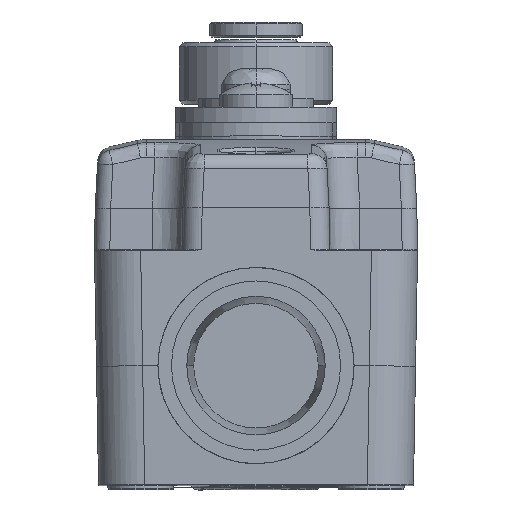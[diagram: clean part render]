
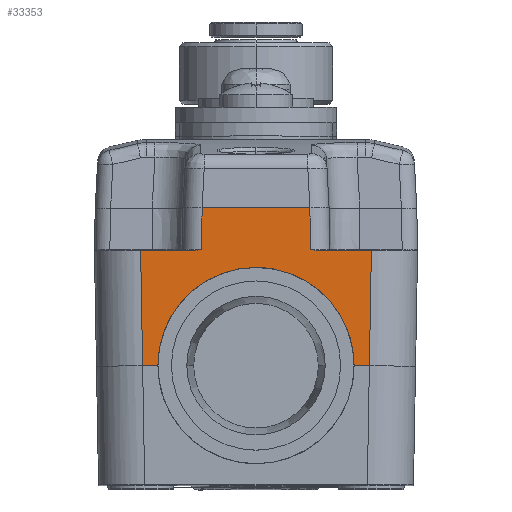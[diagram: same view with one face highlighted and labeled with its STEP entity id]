
A CAD part, top view. The second image highlights one B-rep face of the part: STEP entity #33353.
In plain terms, the highlighted planar face has unit normal (0, 0.013, 1).
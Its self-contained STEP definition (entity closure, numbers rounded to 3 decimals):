
#4303=CARTESIAN_POINT('',(14.998,30.5,44.073));
#4317=DIRECTION('',(-1.,0.,0.));
#4318=VECTOR('',#4317,7.194);
#4319=CARTESIAN_POINT('',(14.998,30.5,44.073));
#4320=LINE('',#4319,#4318);
#4345=DIRECTION('',(-1.,0.,0.));
#4346=VECTOR('',#4345,7.194);
#4347=CARTESIAN_POINT('',(-7.804,30.5,44.073));
#4348=LINE('',#4347,#4346);
#4361=CARTESIAN_POINT('',(-14.998,30.5,44.073));
#15815=DIRECTION('',(-0.017,-1.,0.013));
#15816=VECTOR('',#15815,5.403);
#15817=CARTESIAN_POINT('',(-7.,36.,44.));
#15818=LINE('',#15817,#15816);
#15819=DIRECTION('',(1.,0.,0.));
#15820=VECTOR('',#15819,14.);
#15821=CARTESIAN_POINT('',(-7.,36.,44.));
#15822=LINE('',#15821,#15820);
#15823=DIRECTION('',(0.017,-1.,0.013));
#15824=VECTOR('',#15823,5.403);
#15825=CARTESIAN_POINT('',(7.,36.,44.));
#15826=LINE('',#15825,#15824);
#15827=DIRECTION('',(0.017,1.,-0.013));
#15828=VECTOR('',#15827,15.004);
#15829=CARTESIAN_POINT('',(14.737,15.5,44.271));
#15830=LINE('',#15829,#15828);
#15831=DIRECTION('',(-1.,0.,0.));
#15832=VECTOR('',#15831,1.987);
#15833=CARTESIAN_POINT('',(14.737,15.5,44.271));
#15834=LINE('',#15833,#15832);
#15835=CARTESIAN_POINT('',(12.75,15.5,44.271));
#15836=CARTESIAN_POINT('',(12.75,16.251,44.261));
#15837=CARTESIAN_POINT('',(12.617,17.81,44.24));
#15838=CARTESIAN_POINT('',(11.94,20.207,44.208));
#15839=CARTESIAN_POINT('',(10.752,22.518,44.178));
#15840=CARTESIAN_POINT('',(9.081,24.581,44.151));
#15841=CARTESIAN_POINT('',(7.018,26.252,44.129));
#15842=CARTESIAN_POINT('',(5.093,27.242,44.116));
#15843=CARTESIAN_POINT('',(3.509,27.779,44.109));
#15844=CARTESIAN_POINT('',(2.318,28.057,44.105));
#15845=CARTESIAN_POINT('',(1.337,28.19,44.103));
#15846=CARTESIAN_POINT('',(0.566,28.242,
44.102));
#15847=CARTESIAN_POINT('',(0.,28.254,44.102));
#15848=CARTESIAN_POINT('',(-0.566,28.242,
44.102));
#15849=CARTESIAN_POINT('',(-1.337,28.19,
44.103));
#15850=CARTESIAN_POINT('',(-2.318,28.057,
44.105));
#15851=CARTESIAN_POINT('',(-3.509,27.779,
44.109));
#15852=CARTESIAN_POINT('',(-5.093,27.242,
44.116));
#15853=CARTESIAN_POINT('',(-7.018,26.252,
44.129));
#15854=CARTESIAN_POINT('',(-9.081,24.581,
44.151));
#15855=CARTESIAN_POINT('',(-10.752,22.518,
44.178));
#15856=CARTESIAN_POINT('',(-11.94,20.207,
44.208));
#15857=CARTESIAN_POINT('',(-12.617,17.81,
44.24));
#15858=CARTESIAN_POINT('',(-12.75,16.251,
44.261));
#15859=CARTESIAN_POINT('',(-12.75,15.5,
44.271));
#15861=DIRECTION('',(-1.,0.,0.));
#15862=VECTOR('',#15861,1.987);
#15863=CARTESIAN_POINT('',(-12.75,15.5,
44.271));
#15864=LINE('',#15863,#15862);
#15865=DIRECTION('',(0.017,-1.,0.013));
#15866=VECTOR('',#15865,15.004);
#15867=CARTESIAN_POINT('',(-14.998,30.5,44.073));
#15868=LINE('',#15867,#15866);
#15889=CARTESIAN_POINT('',(-7.,36.,44.));
#15903=CARTESIAN_POINT('',(7.,36.,44.));
#15913=CARTESIAN_POINT('',(-14.737,15.5,
44.271));
#15939=CARTESIAN_POINT('',(-7.094,30.599,
44.071));
#15940=CARTESIAN_POINT('',(-7.16,30.586,
44.071));
#15941=CARTESIAN_POINT('',(-7.288,30.56,
44.072));
#15942=CARTESIAN_POINT('',(-7.47,30.528,
44.072));
#15943=CARTESIAN_POINT('',(-7.643,30.506,
44.073));
#15944=CARTESIAN_POINT('',(-7.751,30.5,
44.073));
#15945=CARTESIAN_POINT('',(-7.804,30.5,
44.073));
#15947=CARTESIAN_POINT('',(7.804,30.5,44.073));
#15948=CARTESIAN_POINT('',(7.752,30.5,44.073));
#15949=CARTESIAN_POINT('',(7.644,30.506,44.073));
#15950=CARTESIAN_POINT('',(7.472,30.528,44.072));
#15951=CARTESIAN_POINT('',(7.29,30.56,44.072));
#15952=CARTESIAN_POINT('',(7.161,30.585,44.071));
#15953=CARTESIAN_POINT('',(7.094,30.599,44.071));
#15960=VERTEX_POINT('',#15913);
#16258=CARTESIAN_POINT('',(12.75,15.5,44.271));
#16259=VERTEX_POINT('',#16258);
#16260=CARTESIAN_POINT('',(-12.75,15.5,
44.271));
#16261=VERTEX_POINT('',#16260);
#18819=VERTEX_POINT('',#15947);
#18820=VERTEX_POINT('',#15953);
#18821=VERTEX_POINT('',#15939);
#18822=VERTEX_POINT('',#15945);
#19057=VERTEX_POINT('',#15889);
#19058=VERTEX_POINT('',#15903);
#19061=VERTEX_POINT('',#4361);
#19064=VERTEX_POINT('',#4303);
#19068=CARTESIAN_POINT('',(14.737,15.5,44.271));
#19069=VERTEX_POINT('',#19068);
#33326=CARTESIAN_POINT('',(-23.2,36.,44.));
#33327=DIRECTION('',(0.,0.013,1.));
#33328=DIRECTION('',(1.,0.,0.));
#33329=AXIS2_PLACEMENT_3D('',#33326,#33327,#33328);
#33330=PLANE('',#33329);
#33331=ORIENTED_EDGE('',*,*,#20829,.F.);
#33333=ORIENTED_EDGE('',*,*,#33332,.F.);
#33335=ORIENTED_EDGE('',*,*,#33334,.F.);
#33337=ORIENTED_EDGE('',*,*,#33336,.T.);
#33339=ORIENTED_EDGE('',*,*,#33338,.T.);
#33341=ORIENTED_EDGE('',*,*,#33340,.F.);
#33342=ORIENTED_EDGE('',*,*,#20803,.F.);
#33344=ORIENTED_EDGE('',*,*,#33343,.F.);
#33345=ORIENTED_EDGE('',*,*,#33314,.T.);
#33347=ORIENTED_EDGE('',*,*,#33346,.T.);
#33348=ORIENTED_EDGE('',*,*,#33321,.T.);
#33350=ORIENTED_EDGE('',*,*,#33349,.F.);
#33351=EDGE_LOOP('',(#33331,#33333,#33335,#33337,#33339,#33341,#33342,#33344,
#33345,#33347,#33348,#33350));
#33352=FACE_OUTER_BOUND('',#33351,.F.);
#15860=B_SPLINE_CURVE_WITH_KNOTS('',3,(#15835,#15836,#15837,#15838,#15839,
#15840,#15841,#15842,#15843,#15844,#15845,#15846,#15847,#15848,#15849,#15850,
#15851,#15852,#15853,#15854,#15855,#15856,#15857,#15858,#15859),.UNSPECIFIED.,
.F.,.F.,(4,1,1,1,1,1,1,1,1,1,1,1,1,1,1,1,1,1,1,1,1,1,4),(0.,0.063,0.125,
0.188,0.25,0.313,0.375,0.406,0.438,0.469,0.484,0.5,
0.516,0.531,0.563,0.594,0.625,0.688,0.75,0.813,
0.875,0.938,1.),.UNSPECIFIED.);
#15946=B_SPLINE_CURVE_WITH_KNOTS('',3,(#15939,#15940,#15941,#15942,#15943,
#15944,#15945),.UNSPECIFIED.,.F.,.F.,(4,1,1,1,4),(0.,0.25,0.5,0.75,
1.),.UNSPECIFIED.);
#15954=B_SPLINE_CURVE_WITH_KNOTS('',3,(#15947,#15948,#15949,#15950,#15951,
#15952,#15953),.UNSPECIFIED.,.F.,.F.,(4,1,1,1,4),(0.,0.25,0.5,0.75,
1.),.UNSPECIFIED.);
#20803=EDGE_CURVE('',#19064,#18819,#4320,.T.);
#20829=EDGE_CURVE('',#18822,#19061,#4348,.T.);
#33314=EDGE_CURVE('',#19069,#16259,#15834,.T.);
#33321=EDGE_CURVE('',#16261,#15960,#15864,.T.);
#33332=EDGE_CURVE('',#18821,#18822,#15946,.T.);
#33334=EDGE_CURVE('',#19057,#18821,#15818,.T.);
#33336=EDGE_CURVE('',#19057,#19058,#15822,.T.);
#33338=EDGE_CURVE('',#19058,#18820,#15826,.T.);
#33340=EDGE_CURVE('',#18819,#18820,#15954,.T.);
#33343=EDGE_CURVE('',#19069,#19064,#15830,.T.);
#33346=EDGE_CURVE('',#16259,#16261,#15860,.T.);
#33349=EDGE_CURVE('',#19061,#15960,#15868,.T.);
#33353=ADVANCED_FACE('',(#33352),#33330,.T.);
